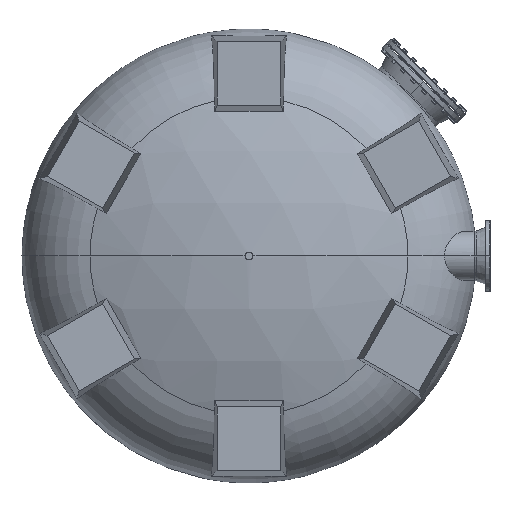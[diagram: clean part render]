
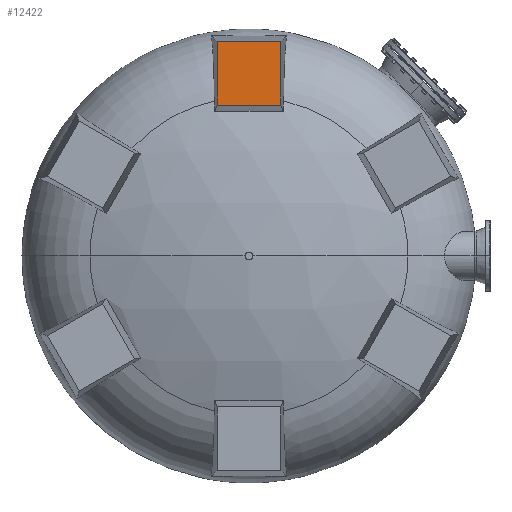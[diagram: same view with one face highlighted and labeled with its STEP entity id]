
A CAD part, front view. The second image highlights one B-rep face of the part: STEP entity #12422.
In plain terms, the highlighted planar face has unit normal (0, -1, 0).
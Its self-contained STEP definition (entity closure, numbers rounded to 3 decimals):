
#143 = VERTEX_POINT ( 'NONE', #12326 ) ;
#2604 = EDGE_CURVE ( 'NONE', #54437, #14466, #50213, .T. ) ;
#2895 = CARTESIAN_POINT ( 'NONE',  ( -143.925, -1664.676, 957.123 ) ) ;
#4670 = CARTESIAN_POINT ( 'NONE',  ( -10.592, -1664.676, 1357.123 ) ) ;
#4917 = DIRECTION ( 'NONE',  ( 0., 0., 1. ) ) ;
#8613 = AXIS2_PLACEMENT_3D ( 'NONE', #33742, #34297, #4917 ) ;
#11051 = CARTESIAN_POINT ( 'NONE',  ( -277.259, -1664.676, 1090.456 ) ) ;
#12326 = CARTESIAN_POINT ( 'NONE',  ( -277.259, -1664.676, 1357.123 ) ) ;
#12422 = ADVANCED_FACE ( 'NONE', ( #54213 ), #50013, .T. ) ;
#14466 = VERTEX_POINT ( 'NONE', #25856 ) ;
#16080 = CARTESIAN_POINT ( 'NONE',  ( -277.259, -1664.676, 957.123 ) ) ;
#17299 = CARTESIAN_POINT ( 'NONE',  ( -277.259, -1664.676, 1357.123 ) ) ;
#20548 = CARTESIAN_POINT ( 'NONE',  ( -277.259, -1664.676, 1223.79 ) ) ;
#21015 = VERTEX_POINT ( 'NONE', #32906 ) ;
#21467 = ORIENTED_EDGE ( 'NONE', *, *, #2604, .F. ) ;
#22463 = EDGE_CURVE ( 'NONE', #14466, #143, #36393, .T. ) ;
#23593 = EDGE_CURVE ( 'NONE', #143, #21015, #37689, .T. ) ;
#23689 = ORIENTED_EDGE ( 'NONE', *, *, #23593, .F. ) ;
#23926 = CARTESIAN_POINT ( 'NONE',  ( 122.741, -1664.676, 957.123 ) ) ;
#24494 = CARTESIAN_POINT ( 'NONE',  ( 122.741, -1664.676, 1090.456 ) ) ;
#25856 = CARTESIAN_POINT ( 'NONE',  ( -277.259, -1664.676, 957.123 ) ) ;
#26655 = CARTESIAN_POINT ( 'NONE',  ( 122.741, -1664.676, 957.123 ) ) ;
#29246 = CARTESIAN_POINT ( 'NONE',  ( 122.741, -1664.676, 1223.79 ) ) ;
#29319 = CARTESIAN_POINT ( 'NONE',  ( 122.741, -1664.676, 1357.123 ) ) ;
#32906 = CARTESIAN_POINT ( 'NONE',  ( 122.741, -1664.676, 1357.123 ) ) ;
#33120 = CARTESIAN_POINT ( 'NONE',  ( -277.259, -1664.676, 1357.123 ) ) ;
#33742 = CARTESIAN_POINT ( 'NONE',  ( -77.259, -1664.676, 7.123 ) ) ;
#34297 = DIRECTION ( 'NONE',  ( 0., -1., 0. ) ) ;
#36393 = B_SPLINE_CURVE_WITH_KNOTS ( 'NONE', 3,
 ( #16080, #11051, #20548, #33120 ),
 .UNSPECIFIED., .F., .F.,
 ( 4, 4 ),
 ( 0., 1. ),
 .UNSPECIFIED. ) ;
#37689 = B_SPLINE_CURVE_WITH_KNOTS ( 'NONE', 3,
 ( #17299, #47221, #4670, #29319 ),
 .UNSPECIFIED., .F., .F.,
 ( 4, 4 ),
 ( 0., 1. ),
 .UNSPECIFIED. ) ;
#38476 = CARTESIAN_POINT ( 'NONE',  ( 122.741, -1664.676, 1357.123 ) ) ;
#41515 = CARTESIAN_POINT ( 'NONE',  ( -10.592, -1664.676, 957.123 ) ) ;
#41790 = CARTESIAN_POINT ( 'NONE',  ( -277.259, -1664.676, 957.123 ) ) ;
#47221 = CARTESIAN_POINT ( 'NONE',  ( -143.925, -1664.676, 1357.123 ) ) ;
#47953 = ORIENTED_EDGE ( 'NONE', *, *, #53678, .F. ) ;
#50013 = PLANE ( 'NONE',  #8613 ) ;
#50213 = B_SPLINE_CURVE_WITH_KNOTS ( 'NONE', 3,
 ( #23926, #41515, #2895, #41790 ),
 .UNSPECIFIED., .F., .F.,
 ( 4, 4 ),
 ( 0., 1. ),
 .UNSPECIFIED. ) ;
#50788 = EDGE_LOOP ( 'NONE', ( #23689, #53879, #21467, #47953 ) ) ;
#53678 = EDGE_CURVE ( 'NONE', #21015, #54437, #53908, .T. ) ;
#53879 = ORIENTED_EDGE ( 'NONE', *, *, #22463, .F. ) ;
#53908 = B_SPLINE_CURVE_WITH_KNOTS ( 'NONE', 3,
 ( #38476, #29246, #24494, #54714 ),
 .UNSPECIFIED., .F., .F.,
 ( 4, 4 ),
 ( 0., 1. ),
 .UNSPECIFIED. ) ;
#54213 = FACE_OUTER_BOUND ( 'NONE', #50788, .T. ) ;
#54437 = VERTEX_POINT ( 'NONE', #26655 ) ;
#54714 = CARTESIAN_POINT ( 'NONE',  ( 122.741, -1664.676, 957.123 ) ) ;
